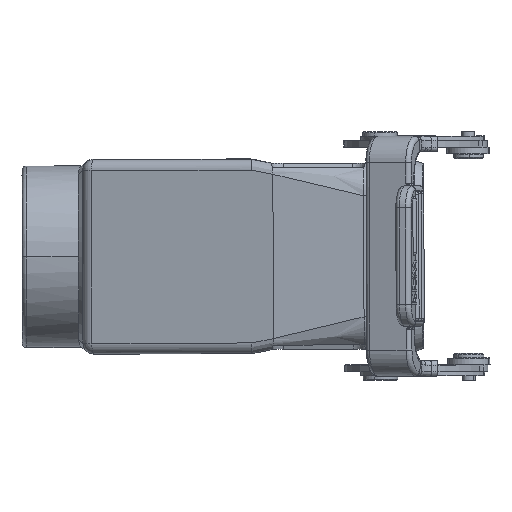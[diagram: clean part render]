
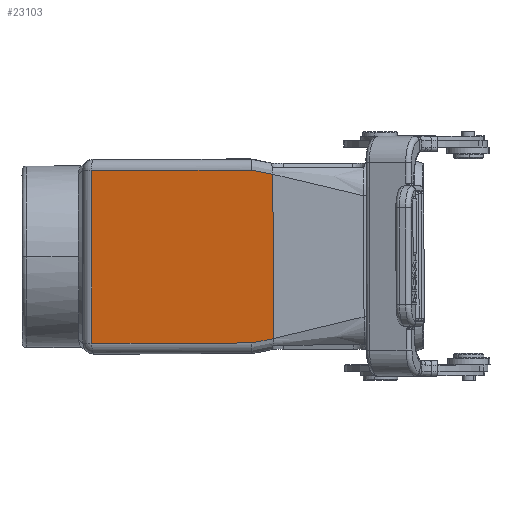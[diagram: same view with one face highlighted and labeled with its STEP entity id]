
A CAD part, left-side view. The second image highlights one B-rep face of the part: STEP entity #23103.
In plain terms, the highlighted planar face has unit normal (-0.982, 0.19, -0.001).
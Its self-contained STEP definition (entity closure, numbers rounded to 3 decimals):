
#2339=CARTESIAN_POINT('',(9.187,18.708,0.037));
#2341=DIRECTION('',(0.19,0.982,-0.002));
#2342=VECTOR('',#2341,37.669);
#2343=CARTESIAN_POINT('',(9.187,18.708,0.037));
#2344=LINE('',#2343,#2342);
#2379=CARTESIAN_POINT('',(8.219,13.705,
-0.953));
#2469=CARTESIAN_POINT('',(8.242,13.623,-38.953));
#2934=DIRECTION('',(0.001,-0.002,-1.));
#2935=VECTOR('',#2934,40.);
#2936=CARTESIAN_POINT('',(16.35,55.69,
-0.039));
#2937=LINE('',#2936,#2935);
#2942=DIRECTION('',(0.001,-0.002,-1.));
#2943=VECTOR('',#2942,38.);
#2944=CARTESIAN_POINT('',(8.219,13.705,
-0.953));
#2945=LINE('',#2944,#2943);
#2946=DIRECTION('',(0.187,0.963,-0.195));
#2947=VECTOR('',#2946,5.191);
#2948=CARTESIAN_POINT('',(8.242,13.623,-38.953));
#2949=LINE('',#2948,#2947);
#2950=DIRECTION('',(-0.186,-0.964,-0.191));
#2951=VECTOR('',#2950,5.191);
#2952=CARTESIAN_POINT('',(9.187,18.708,0.037));
#2953=LINE('',#2952,#2951);
#3032=DIRECTION('',(-0.19,-0.982,0.002));
#3033=VECTOR('',#3032,37.669);
#3034=CARTESIAN_POINT('',(16.375,55.603,-40.039));
#3035=LINE('',#3034,#3033);
#17133=VERTEX_POINT('',#2469);
#17134=CARTESIAN_POINT('',(9.211,18.622,
-39.963));
#17135=VERTEX_POINT('',#17134);
#17138=CARTESIAN_POINT('',(16.375,55.603,
-40.039));
#17139=VERTEX_POINT('',#17138);
#17475=CARTESIAN_POINT('',(16.35,55.69,
-0.039));
#17476=VERTEX_POINT('',#17475);
#17477=VERTEX_POINT('',#2339);
#17479=VERTEX_POINT('',#2379);
#23088=CARTESIAN_POINT('',(12.296,34.655,
-19.996));
#23089=DIRECTION('',(0.982,-0.19,0.001));
#23090=DIRECTION('',(-0.19,-0.982,0.002));
#23091=AXIS2_PLACEMENT_3D('',#23088,#23089,#23090);
#23092=PLANE('',#23091);
#23093=ORIENTED_EDGE('',*,*,#22341,.T.);
#23095=ORIENTED_EDGE('',*,*,#23094,.T.);
#23097=ORIENTED_EDGE('',*,*,#23096,.F.);
#23098=ORIENTED_EDGE('',*,*,#23079,.F.);
#23099=ORIENTED_EDGE('',*,*,#22150,.F.);
#23100=ORIENTED_EDGE('',*,*,#22211,.T.);
#23101=EDGE_LOOP('',(#23093,#23095,#23097,#23098,#23099,#23100));
#23102=FACE_OUTER_BOUND('',#23101,.F.);
#23103=ADVANCED_FACE('',(#23102),#23092,.F.);
#22150=EDGE_CURVE('',#17477,#17476,#2344,.T.);
#22211=EDGE_CURVE('',#17477,#17479,#2953,.T.);
#22341=EDGE_CURVE('',#17479,#17133,#2945,.T.);
#23079=EDGE_CURVE('',#17476,#17139,#2937,.T.);
#23094=EDGE_CURVE('',#17133,#17135,#2949,.T.);
#23096=EDGE_CURVE('',#17139,#17135,#3035,.T.);
